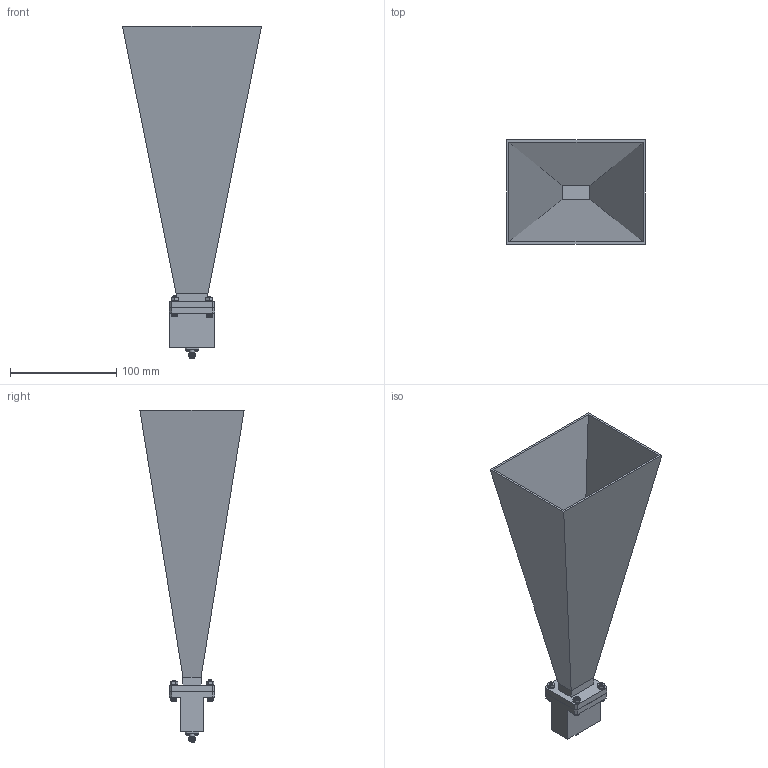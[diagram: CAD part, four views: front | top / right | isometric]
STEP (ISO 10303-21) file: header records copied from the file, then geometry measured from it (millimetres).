
FILE_DESCRIPTION (( 'STEP AP214' ), '1' );
FILE_NAME ('PEWAN102-20ELSF_3D.STEP', '2022-01-25T17:23:16', ( '' ), ( '' ), 'SwSTEP 2.0', 'SolidWorks 2021', '' );
FILE_SCHEMA (( 'AUTOMOTIVE_DESIGN' ));
Length unit declared in the file: inch
Products named in the file (6): PEWAN102-20ELSF_3D; 6-32HN-NARROW_90730A007; PEWAN102-20; 6-32SH-HXx.625_92196A150; PE9871; 6-LW
Assembly tree (14 placements, depth 2):
  PEWAN102-20ELSF_3D
    6-32SH-HXx.625_92196A150  x4
    6-LW  x4
    PE9871
    PEWAN102-20
    6-32HN-NARROW_90730A007  x4
Bounding box: 130.78 x 98.05 x 312.63 mm (x, y, z)
Volume: 191963.7 mm3; surface area: 157503.4 mm2
Topology: 14 solids, 19 shells, 1124 faces, 2587 edges, 1522 vertices
Faces by surface type: plane 703, cone 348, cylinder 48, bspline 20, torus 5
Full cylindrical faces by diameter (mm): 1 x1, 1.246 x4, 1.3 x1, 2.951 x4, 4.224 x1, 4.282 x1, 4.3 x1, 4.318 x4, 4.35 x4, 4.6 x1, 5.257 x1, 5.338 x1
Entity records: 14932 total; most frequent: CARTESIAN_POINT 5752, ORIENTED_EDGE 1866, DIRECTION 1648, EDGE_CURVE 933, AXIS2_PLACEMENT_3D 617, VERTEX_POINT 597, EDGE_LOOP 508, FACE_OUTER_BOUND 451
